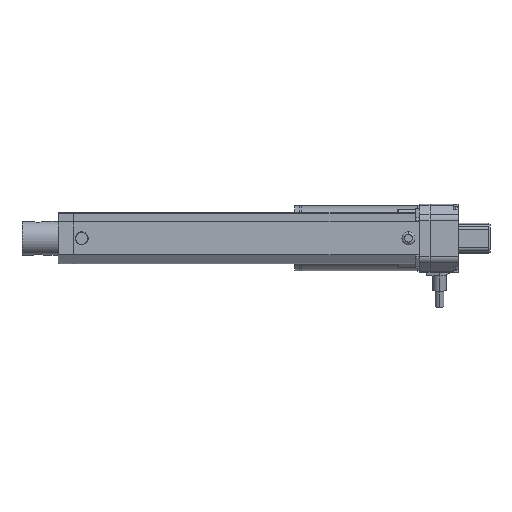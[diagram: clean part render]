
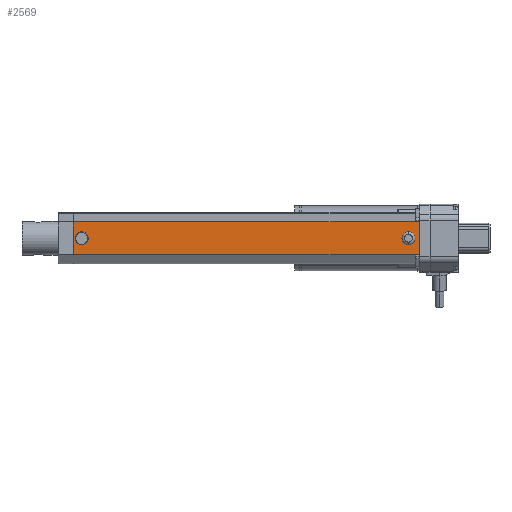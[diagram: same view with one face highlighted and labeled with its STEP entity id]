
A CAD part, left-side view. The second image highlights one B-rep face of the part: STEP entity #2569.
In plain terms, the highlighted planar face has unit normal (-1, 0, 0).
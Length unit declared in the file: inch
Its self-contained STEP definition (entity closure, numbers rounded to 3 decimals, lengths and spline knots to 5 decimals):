
#9 = LINE ( 'NONE', #3269, #1878 ) ;
#128 = VERTEX_POINT ( 'NONE', #4279 ) ;
#131 = DIRECTION ( 'NONE',  ( 0., 0., 1. ) ) ;
#172 = DIRECTION ( 'NONE',  ( 0., -1., 0. ) ) ;
#317 = EDGE_CURVE ( 'NONE', #5210, #3783, #6606, .T. ) ;
#451 = PLANE ( 'NONE',  #3480 ) ;
#464 = DIRECTION ( 'NONE',  ( 0., 0., 1. ) ) ;
#549 = ORIENTED_EDGE ( 'NONE', *, *, #6022, .F. ) ;
#552 = CARTESIAN_POINT ( 'NONE',  ( 0., 0.5, -0.935 ) ) ;
#1019 = CARTESIAN_POINT ( 'NONE',  ( 0., 8.265, -0.40499 ) ) ;
#1078 = EDGE_CURVE ( 'NONE', #3783, #5210, #4075, .T. ) ;
#1312 = LINE ( 'NONE', #1697, #1469 ) ;
#1430 = DIRECTION ( 'NONE',  ( -1., 0., 0. ) ) ;
#1461 = ORIENTED_EDGE ( 'NONE', *, *, #4729, .F. ) ;
#1469 = VECTOR ( 'NONE', #5371, 39.37008 ) ;
#1545 = DIRECTION ( 'NONE',  ( -1., 0., 0. ) ) ;
#1565 = EDGE_CURVE ( 'NONE', #4355, #3125, #5407, .T. ) ;
#1697 = CARTESIAN_POINT ( 'NONE',  ( 0., 0.25, -0.785 ) ) ;
#1834 = EDGE_LOOP ( 'NONE', ( #6598, #4840 ) ) ;
#1864 = EDGE_CURVE ( 'NONE', #4235, #5071, #6604, .T. ) ;
#1878 = VECTOR ( 'NONE', #464, 39.37008 ) ;
#2050 = CARTESIAN_POINT ( 'NONE',  ( 0., 8.07, -0.785 ) ) ;
#2301 = CARTESIAN_POINT ( 'NONE',  ( 0., 8.265, -1.165 ) ) ;
#2313 = ORIENTED_EDGE ( 'NONE', *, *, #4471, .F. ) ;
#2459 = DIRECTION ( 'NONE',  ( 0., 0., 1. ) ) ;
#2557 = DIRECTION ( 'NONE',  ( -1., 0., 0. ) ) ;
#2569 = ADVANCED_FACE ( 'NONE', ( #5656, #2924, #5422 ), #451, .T. ) ;
#2782 = CARTESIAN_POINT ( 'NONE',  ( 0., 8.07, -0.935 ) ) ;
#2868 = CIRCLE ( 'NONE', #3892, 0.15 ) ;
#2915 = LINE ( 'NONE', #3885, #3164 ) ;
#2924 = FACE_BOUND ( 'NONE', #6462, .T. ) ;
#3070 = DIRECTION ( 'NONE',  ( 0., 0., 1. ) ) ;
#3125 = VERTEX_POINT ( 'NONE', #3455 ) ;
#3129 = AXIS2_PLACEMENT_3D ( 'NONE', #6714, #5622, #2459 ) ;
#3164 = VECTOR ( 'NONE', #172, 39.37008 ) ;
#3210 = ORIENTED_EDGE ( 'NONE', *, *, #4445, .F. ) ;
#3229 = EDGE_LOOP ( 'NONE', ( #1461, #549, #2313, #3363 ) ) ;
#3269 = CARTESIAN_POINT ( 'NONE',  ( 0., 8.265, -0.785 ) ) ;
#3363 = ORIENTED_EDGE ( 'NONE', *, *, #1565, .T. ) ;
#3455 = CARTESIAN_POINT ( 'NONE',  ( 0., 0.25, -1.165 ) ) ;
#3480 = AXIS2_PLACEMENT_3D ( 'NONE', #4653, #2557, #6762 ) ;
#3662 = CARTESIAN_POINT ( 'NONE',  ( 0., 8.07, -0.785 ) ) ;
#3716 = CARTESIAN_POINT ( 'NONE',  ( 0., 0.5, -0.635 ) ) ;
#3783 = VERTEX_POINT ( 'NONE', #2782 ) ;
#3802 = CARTESIAN_POINT ( 'NONE',  ( 0., 0.5, -0.785 ) ) ;
#3808 = CARTESIAN_POINT ( 'NONE',  ( 0., 8.07, -0.635 ) ) ;
#3885 = CARTESIAN_POINT ( 'NONE',  ( 0., 8.265, -0.40499 ) ) ;
#3892 = AXIS2_PLACEMENT_3D ( 'NONE', #3802, #4847, #131 ) ;
#4075 = CIRCLE ( 'NONE', #5603, 0.15 ) ;
#4160 = DIRECTION ( 'NONE',  ( 0., 0., 1. ) ) ;
#4235 = VERTEX_POINT ( 'NONE', #3716 ) ;
#4279 = CARTESIAN_POINT ( 'NONE',  ( 0., 0.25, -0.40499 ) ) ;
#4355 = VERTEX_POINT ( 'NONE', #4747 ) ;
#4445 = EDGE_CURVE ( 'NONE', #5071, #4235, #2868, .T. ) ;
#4471 = EDGE_CURVE ( 'NONE', #4355, #5717, #9, .T. ) ;
#4587 = ORIENTED_EDGE ( 'NONE', *, *, #1864, .F. ) ;
#4653 = CARTESIAN_POINT ( 'NONE',  ( 0., 8.265, -0.785 ) ) ;
#4729 = EDGE_CURVE ( 'NONE', #128, #3125, #1312, .T. ) ;
#4747 = CARTESIAN_POINT ( 'NONE',  ( 0., 8.265, -1.165 ) ) ;
#4840 = ORIENTED_EDGE ( 'NONE', *, *, #1078, .F. ) ;
#4847 = DIRECTION ( 'NONE',  ( -1., 0., 0. ) ) ;
#5071 = VERTEX_POINT ( 'NONE', #552 ) ;
#5210 = VERTEX_POINT ( 'NONE', #3808 ) ;
#5327 = VECTOR ( 'NONE', #5488, 39.37008 ) ;
#5371 = DIRECTION ( 'NONE',  ( 0., 0., -1. ) ) ;
#5407 = LINE ( 'NONE', #2301, #5327 ) ;
#5422 = FACE_OUTER_BOUND ( 'NONE', #3229, .T. ) ;
#5488 = DIRECTION ( 'NONE',  ( 0., -1., 0. ) ) ;
#5603 = AXIS2_PLACEMENT_3D ( 'NONE', #3662, #1545, #4160 ) ;
#5622 = DIRECTION ( 'NONE',  ( -1., 0., 0. ) ) ;
#5656 = FACE_BOUND ( 'NONE', #1834, .T. ) ;
#5717 = VERTEX_POINT ( 'NONE', #1019 ) ;
#6022 = EDGE_CURVE ( 'NONE', #5717, #128, #2915, .T. ) ;
#6370 = AXIS2_PLACEMENT_3D ( 'NONE', #2050, #1430, #3070 ) ;
#6462 = EDGE_LOOP ( 'NONE', ( #4587, #3210 ) ) ;
#6598 = ORIENTED_EDGE ( 'NONE', *, *, #317, .F. ) ;
#6604 = CIRCLE ( 'NONE', #3129, 0.15 ) ;
#6606 = CIRCLE ( 'NONE', #6370, 0.15 ) ;
#6714 = CARTESIAN_POINT ( 'NONE',  ( 0., 0.5, -0.785 ) ) ;
#6762 = DIRECTION ( 'NONE',  ( 0., 0., 1. ) ) ;
